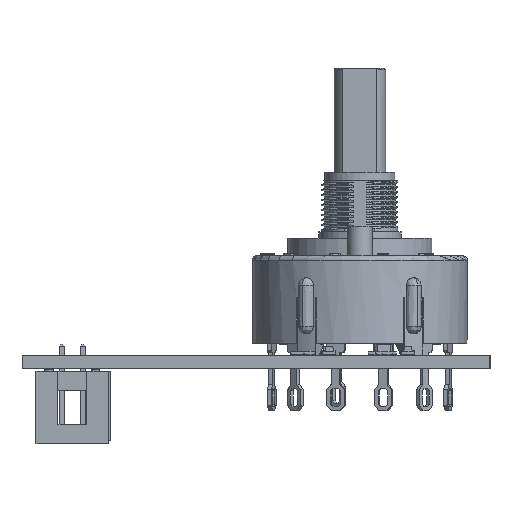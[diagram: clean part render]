
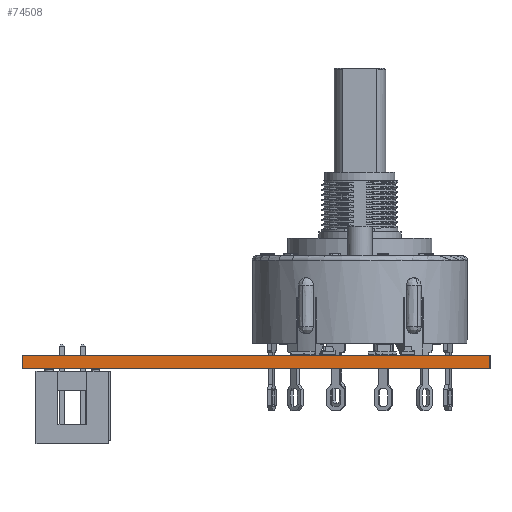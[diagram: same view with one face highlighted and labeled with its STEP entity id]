
A CAD part, left-side view. The second image highlights one B-rep face of the part: STEP entity #74508.
In plain terms, the highlighted planar face has unit normal (-1, 0, 0).
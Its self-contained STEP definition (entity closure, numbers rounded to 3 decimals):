
#74452 = VERTEX_POINT('',#74453);
#74453 = CARTESIAN_POINT('',(13.,5.,1.6));
#74459 = EDGE_CURVE('',#74460,#74452,#74462,.T.);
#74460 = VERTEX_POINT('',#74461);
#74461 = CARTESIAN_POINT('',(13.,5.,0.));
#74462 = LINE('',#74463,#74464);
#74463 = CARTESIAN_POINT('',(13.,5.,0.));
#74464 = VECTOR('',#74465,1.);
#74465 = DIRECTION('',(0.,0.,1.));
#74508 = ADVANCED_FACE('',(#74509),#74534,.T.);
#74509 = FACE_BOUND('',#74510,.T.);
#74510 = EDGE_LOOP('',(#74511,#74512,#74520,#74528));
#74511 = ORIENTED_EDGE('',*,*,#74459,.T.);
#74512 = ORIENTED_EDGE('',*,*,#74513,.T.);
#74513 = EDGE_CURVE('',#74452,#74514,#74516,.T.);
#74514 = VERTEX_POINT('',#74515);
#74515 = CARTESIAN_POINT('',(13.,62.,1.6));
#74516 = LINE('',#74517,#74518);
#74517 = CARTESIAN_POINT('',(13.,5.,1.6));
#74518 = VECTOR('',#74519,1.);
#74519 = DIRECTION('',(0.,1.,0.));
#74520 = ORIENTED_EDGE('',*,*,#74521,.F.);
#74521 = EDGE_CURVE('',#74522,#74514,#74524,.T.);
#74522 = VERTEX_POINT('',#74523);
#74523 = CARTESIAN_POINT('',(13.,62.,0.));
#74524 = LINE('',#74525,#74526);
#74525 = CARTESIAN_POINT('',(13.,62.,0.));
#74526 = VECTOR('',#74527,1.);
#74527 = DIRECTION('',(0.,0.,1.));
#74528 = ORIENTED_EDGE('',*,*,#74529,.F.);
#74529 = EDGE_CURVE('',#74460,#74522,#74530,.T.);
#74530 = LINE('',#74531,#74532);
#74531 = CARTESIAN_POINT('',(13.,5.,0.));
#74532 = VECTOR('',#74533,1.);
#74533 = DIRECTION('',(0.,1.,0.));
#74534 = PLANE('',#74535);
#74535 = AXIS2_PLACEMENT_3D('',#74536,#74537,#74538);
#74536 = CARTESIAN_POINT('',(13.,5.,0.));
#74537 = DIRECTION('',(-1.,0.,0.));
#74538 = DIRECTION('',(0.,1.,0.));
